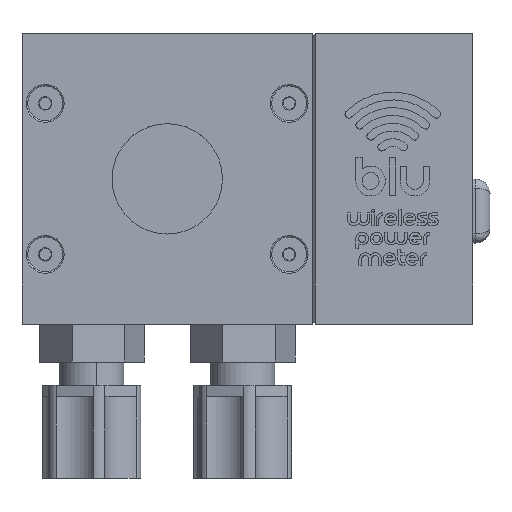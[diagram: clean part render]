
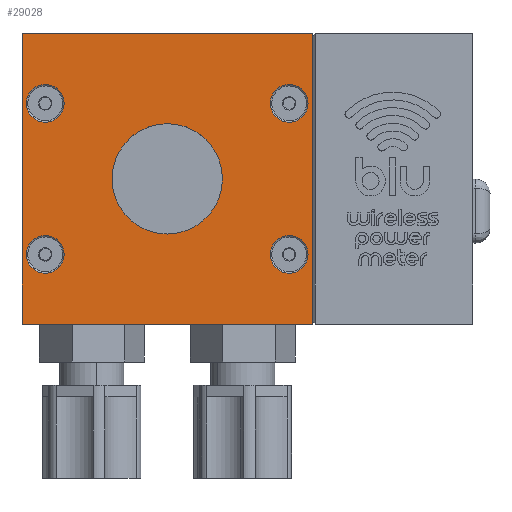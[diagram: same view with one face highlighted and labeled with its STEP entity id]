
A CAD part, top view. The second image highlights one B-rep face of the part: STEP entity #29028.
In plain terms, the highlighted planar face has unit normal (0, 0, 1).
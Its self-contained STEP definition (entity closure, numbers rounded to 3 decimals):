
#871 = CARTESIAN_POINT ( 'NONE',  ( 59.279, 30.882, 91.197 ) ) ;
#1011 = CARTESIAN_POINT ( 'NONE',  ( 24.779, 5.882, 91.197 ) ) ;
#1805 = EDGE_LOOP ( 'NONE', ( #21064, #15080 ) ) ;
#2660 = EDGE_CURVE ( 'NONE', #24509, #3302, #21195, .T. ) ;
#2809 = LINE ( 'NONE', #14001, #41325 ) ;
#2957 = ORIENTED_EDGE ( 'NONE', *, *, #51242, .F. ) ;
#3302 = VERTEX_POINT ( 'NONE', #38738 ) ;
#3436 = EDGE_CURVE ( 'NONE', #32525, #24160, #19090, .T. ) ;
#3530 = CARTESIAN_POINT ( 'NONE',  ( 34.279, 5.882, 91.197 ) ) ;
#3900 = EDGE_CURVE ( 'NONE', #17057, #13037, #18722, .T. ) ;
#4353 = EDGE_CURVE ( 'NONE', #13037, #17057, #13527, .T. ) ;
#4385 = LINE ( 'NONE', #871, #21120 ) ;
#4560 = DIRECTION ( 'NONE',  ( 0., 0., 1. ) ) ;
#4623 = ORIENTED_EDGE ( 'NONE', *, *, #15572, .T. ) ;
#4658 = CARTESIAN_POINT ( 'NONE',  ( 58.529, 18.882, 91.197 ) ) ;
#4880 = DIRECTION ( 'NONE',  ( 1., 0., 0. ) ) ;
#5566 = CARTESIAN_POINT ( 'NONE',  ( 13.279, -7.118, 91.197 ) ) ;
#6629 = EDGE_LOOP ( 'NONE', ( #26141, #31325 ) ) ;
#7167 = EDGE_CURVE ( 'NONE', #15964, #34257, #4385, .T. ) ;
#7418 = CARTESIAN_POINT ( 'NONE',  ( 10.029, 18.882, 91.197 ) ) ;
#7436 = AXIS2_PLACEMENT_3D ( 'NONE', #7968, #48882, #37051 ) ;
#7968 = CARTESIAN_POINT ( 'NONE',  ( 55.279, 18.882, 91.197 ) ) ;
#8045 = CARTESIAN_POINT ( 'NONE',  ( 9.279, 30.882, 91.197 ) ) ;
#8137 = VERTEX_POINT ( 'NONE', #47475 ) ;
#8411 = DIRECTION ( 'NONE',  ( 0., 0., 1. ) ) ;
#8464 = VERTEX_POINT ( 'NONE', #20982 ) ;
#8468 = LINE ( 'NONE', #8045, #33570 ) ;
#8492 = VERTEX_POINT ( 'NONE', #33684 ) ;
#8863 = FACE_BOUND ( 'NONE', #33903, .T. ) ;
#8911 = DIRECTION ( 'NONE',  ( 0., 1., 0. ) ) ;
#8977 = DIRECTION ( 'NONE',  ( 0., 0., 1. ) ) ;
#9537 = CARTESIAN_POINT ( 'NONE',  ( 59.279, -19.118, 91.197 ) ) ;
#13037 = VERTEX_POINT ( 'NONE', #4658 ) ;
#13502 = EDGE_LOOP ( 'NONE', ( #4623, #52297, #15528, #20979 ) ) ;
#13527 = CIRCLE ( 'NONE', #7436, 3.25 ) ;
#14001 = CARTESIAN_POINT ( 'NONE',  ( 9.279, -19.118, 91.197 ) ) ;
#15080 = ORIENTED_EDGE ( 'NONE', *, *, #3436, .F. ) ;
#15337 = EDGE_CURVE ( 'NONE', #8464, #8492, #41711, .T. ) ;
#15528 = ORIENTED_EDGE ( 'NONE', *, *, #7167, .T. ) ;
#15572 = EDGE_CURVE ( 'NONE', #43773, #31287, #48061, .T. ) ;
#15605 = CARTESIAN_POINT ( 'NONE',  ( 13.279, 18.882, 91.197 ) ) ;
#15730 = AXIS2_PLACEMENT_3D ( 'NONE', #21871, #50694, #42284 ) ;
#15964 = VERTEX_POINT ( 'NONE', #9537 ) ;
#16364 = DIRECTION ( 'NONE',  ( -1., 0., 0. ) ) ;
#16877 = CARTESIAN_POINT ( 'NONE',  ( 55.279, -7.118, 91.197 ) ) ;
#17057 = VERTEX_POINT ( 'NONE', #39319 ) ;
#17561 = AXIS2_PLACEMENT_3D ( 'NONE', #45258, #4560, #33480 ) ;
#18067 = AXIS2_PLACEMENT_3D ( 'NONE', #20978, #45296, #20646 ) ;
#18722 = CIRCLE ( 'NONE', #45975, 3.25 ) ;
#19090 = CIRCLE ( 'NONE', #51095, 3.25 ) ;
#19255 = FACE_BOUND ( 'NONE', #19395, .T. ) ;
#19395 = EDGE_LOOP ( 'NONE', ( #35208, #20159 ) ) ;
#19593 = DIRECTION ( 'NONE',  ( 0., 0., 1. ) ) ;
#20159 = ORIENTED_EDGE ( 'NONE', *, *, #15337, .F. ) ;
#20646 = DIRECTION ( 'NONE',  ( 1., 0., 0. ) ) ;
#20978 = CARTESIAN_POINT ( 'NONE',  ( 13.279, -7.118, 91.197 ) ) ;
#20979 = ORIENTED_EDGE ( 'NONE', *, *, #42815, .T. ) ;
#20982 = CARTESIAN_POINT ( 'NONE',  ( 52.029, -7.118, 91.197 ) ) ;
#21064 = ORIENTED_EDGE ( 'NONE', *, *, #22938, .F. ) ;
#21120 = VECTOR ( 'NONE', #8911, 1000. ) ;
#21195 = CIRCLE ( 'NONE', #17561, 9.5 ) ;
#21871 = CARTESIAN_POINT ( 'NONE',  ( 9.279, -19.118, 91.197 ) ) ;
#22488 = DIRECTION ( 'NONE',  ( 1., 0., 0. ) ) ;
#22938 = EDGE_CURVE ( 'NONE', #24160, #32525, #38359, .T. ) ;
#23308 = DIRECTION ( 'NONE',  ( 1., 0., 0. ) ) ;
#23663 = DIRECTION ( 'NONE',  ( 0., 0., 1. ) ) ;
#23739 = DIRECTION ( 'NONE',  ( 1., 0., 0. ) ) ;
#24160 = VERTEX_POINT ( 'NONE', #31262 ) ;
#24509 = VERTEX_POINT ( 'NONE', #1011 ) ;
#25763 = CIRCLE ( 'NONE', #26398, 3.25 ) ;
#26141 = ORIENTED_EDGE ( 'NONE', *, *, #40518, .F. ) ;
#26398 = AXIS2_PLACEMENT_3D ( 'NONE', #5566, #30570, #22488 ) ;
#26772 = DIRECTION ( 'NONE',  ( 1., 0., 0. ) ) ;
#26878 = ORIENTED_EDGE ( 'NONE', *, *, #3900, .F. ) ;
#26960 = VECTOR ( 'NONE', #48153, 1000. ) ;
#27415 = CARTESIAN_POINT ( 'NONE',  ( 55.279, -7.118, 91.197 ) ) ;
#27433 = ORIENTED_EDGE ( 'NONE', *, *, #4353, .F. ) ;
#28487 = EDGE_CURVE ( 'NONE', #8137, #34773, #25763, .T. ) ;
#29028 = ADVANCED_FACE ( 'NONE', ( #38479, #8863, #19255, #37170, #50636, #51250 ), #46380, .T. ) ;
#30570 = DIRECTION ( 'NONE',  ( 0., 0., 1. ) ) ;
#30734 = CARTESIAN_POINT ( 'NONE',  ( 59.279, 30.882, 91.197 ) ) ;
#31262 = CARTESIAN_POINT ( 'NONE',  ( 16.529, 18.882, 91.197 ) ) ;
#31287 = VERTEX_POINT ( 'NONE', #39746 ) ;
#31325 = ORIENTED_EDGE ( 'NONE', *, *, #28487, .F. ) ;
#32298 = DIRECTION ( 'NONE',  ( 1., 0., 0. ) ) ;
#32525 = VERTEX_POINT ( 'NONE', #7418 ) ;
#33074 = ORIENTED_EDGE ( 'NONE', *, *, #2660, .F. ) ;
#33087 = DIRECTION ( 'NONE',  ( 1., 0., 0. ) ) ;
#33457 = CIRCLE ( 'NONE', #39581, 9.5 ) ;
#33480 = DIRECTION ( 'NONE',  ( 1., 0., 0. ) ) ;
#33570 = VECTOR ( 'NONE', #16364, 1000. ) ;
#33684 = CARTESIAN_POINT ( 'NONE',  ( 58.529, -7.118, 91.197 ) ) ;
#33903 = EDGE_LOOP ( 'NONE', ( #27433, #26878 ) ) ;
#34257 = VERTEX_POINT ( 'NONE', #30734 ) ;
#34773 = VERTEX_POINT ( 'NONE', #46345 ) ;
#35208 = ORIENTED_EDGE ( 'NONE', *, *, #51177, .F. ) ;
#36357 = DIRECTION ( 'NONE',  ( 0., 0., 1. ) ) ;
#36396 = CARTESIAN_POINT ( 'NONE',  ( 13.279, 18.882, 91.197 ) ) ;
#37051 = DIRECTION ( 'NONE',  ( 1., 0., 0. ) ) ;
#37170 = FACE_BOUND ( 'NONE', #6629, .T. ) ;
#37275 = CIRCLE ( 'NONE', #48525, 3.25 ) ;
#38359 = CIRCLE ( 'NONE', #41176, 3.25 ) ;
#38384 = CIRCLE ( 'NONE', #18067, 3.25 ) ;
#38479 = FACE_BOUND ( 'NONE', #1805, .T. ) ;
#38738 = CARTESIAN_POINT ( 'NONE',  ( 43.779, 5.882, 91.197 ) ) ;
#39319 = CARTESIAN_POINT ( 'NONE',  ( 52.029, 18.882, 91.197 ) ) ;
#39577 = CARTESIAN_POINT ( 'NONE',  ( 9.279, 30.882, 91.197 ) ) ;
#39581 = AXIS2_PLACEMENT_3D ( 'NONE', #3530, #23663, #23308 ) ;
#39746 = CARTESIAN_POINT ( 'NONE',  ( 9.279, -19.118, 91.197 ) ) ;
#40518 = EDGE_CURVE ( 'NONE', #34773, #8137, #38384, .T. ) ;
#40547 = CARTESIAN_POINT ( 'NONE',  ( 9.279, 30.882, 91.197 ) ) ;
#41176 = AXIS2_PLACEMENT_3D ( 'NONE', #15605, #43784, #23739 ) ;
#41325 = VECTOR ( 'NONE', #26772, 1000. ) ;
#41711 = CIRCLE ( 'NONE', #45786, 3.25 ) ;
#41881 = EDGE_LOOP ( 'NONE', ( #2957, #33074 ) ) ;
#42026 = CARTESIAN_POINT ( 'NONE',  ( 55.279, 18.882, 91.197 ) ) ;
#42284 = DIRECTION ( 'NONE',  ( 1., 0., 0. ) ) ;
#42815 = EDGE_CURVE ( 'NONE', #34257, #43773, #8468, .T. ) ;
#43773 = VERTEX_POINT ( 'NONE', #40547 ) ;
#43784 = DIRECTION ( 'NONE',  ( 0., 0., 1. ) ) ;
#44804 = DIRECTION ( 'NONE',  ( 1., 0., 0. ) ) ;
#45258 = CARTESIAN_POINT ( 'NONE',  ( 34.279, 5.882, 91.197 ) ) ;
#45296 = DIRECTION ( 'NONE',  ( 0., 0., 1. ) ) ;
#45786 = AXIS2_PLACEMENT_3D ( 'NONE', #16877, #8411, #33087 ) ;
#45975 = AXIS2_PLACEMENT_3D ( 'NONE', #42026, #8977, #4880 ) ;
#46345 = CARTESIAN_POINT ( 'NONE',  ( 16.529, -7.118, 91.197 ) ) ;
#46380 = PLANE ( 'NONE',  #15730 ) ;
#47475 = CARTESIAN_POINT ( 'NONE',  ( 10.029, -7.118, 91.197 ) ) ;
#48061 = LINE ( 'NONE', #39577, #26960 ) ;
#48153 = DIRECTION ( 'NONE',  ( 0., -1., 0. ) ) ;
#48525 = AXIS2_PLACEMENT_3D ( 'NONE', #27415, #36357, #32298 ) ;
#48882 = DIRECTION ( 'NONE',  ( 0., 0., 1. ) ) ;
#50479 = EDGE_CURVE ( 'NONE', #31287, #15964, #2809, .T. ) ;
#50636 = FACE_BOUND ( 'NONE', #41881, .T. ) ;
#50694 = DIRECTION ( 'NONE',  ( 0., 0., 1. ) ) ;
#51095 = AXIS2_PLACEMENT_3D ( 'NONE', #36396, #19593, #44804 ) ;
#51177 = EDGE_CURVE ( 'NONE', #8492, #8464, #37275, .T. ) ;
#51242 = EDGE_CURVE ( 'NONE', #3302, #24509, #33457, .T. ) ;
#51250 = FACE_OUTER_BOUND ( 'NONE', #13502, .T. ) ;
#52297 = ORIENTED_EDGE ( 'NONE', *, *, #50479, .T. ) ;
